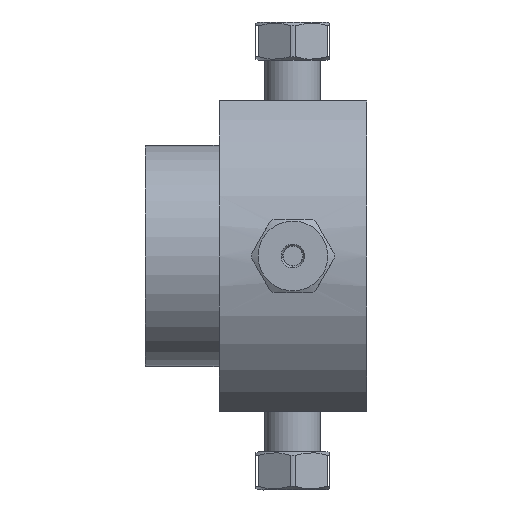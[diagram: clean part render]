
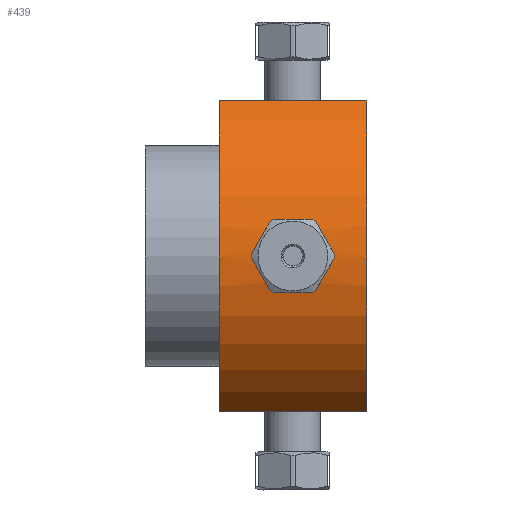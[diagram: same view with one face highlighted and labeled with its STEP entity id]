
A CAD part, front view. The second image highlights one B-rep face of the part: STEP entity #439.
In plain terms, the highlighted cylindrical face has radius 15.875 mm (diameter 31.75 mm), a partial arc.
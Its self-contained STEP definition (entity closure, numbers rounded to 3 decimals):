
#210=CARTESIAN_POINT('',(6.35,-8.614,-13.335));
#211=VERTEX_POINT('',#210);
#219=CARTESIAN_POINT('',(19.05,-8.614,-13.335));
#220=VERTEX_POINT('',#219);
#227=CARTESIAN_POINT('',(6.35,-8.614,-13.335));
#228=DIRECTION('',(1.0,0.0,0.0));
#229=VECTOR('',#228,12.7);
#230=LINE('',#227,#229);
#231=EDGE_CURVE('',#211,#220,#230,.T.);
#252=CARTESIAN_POINT('',(6.35,-8.614,13.335));
#253=VERTEX_POINT('',#252);
#262=CARTESIAN_POINT('',(19.05,-8.614,13.335));
#263=VERTEX_POINT('',#262);
#264=CARTESIAN_POINT('',(19.05,-8.614,13.335));
#265=DIRECTION('',(-1.0,0.0,0.0));
#266=VECTOR('',#265,12.7);
#267=LINE('',#264,#266);
#268=EDGE_CURVE('',#263,#253,#267,.T.);
#319=CARTESIAN_POINT('',(19.05,0.,0.0));
#320=DIRECTION('',(1.0,0.0,0.0));
#321=DIRECTION('',(0.0,1.0,0.0));
#322=AXIS2_PLACEMENT_3D('',#319,#320,#321);
#323=CIRCLE('',#322,15.875);
#324=EDGE_CURVE('',#263,#220,#323,.T.);
#352=CARTESIAN_POINT('',(6.35,0.,0.0));
#353=DIRECTION('',(1.0,0.0,0.0));
#354=DIRECTION('',(0.0,1.0,0.0));
#355=AXIS2_PLACEMENT_3D('',#352,#353,#354);
#356=CIRCLE('',#355,15.875);
#357=EDGE_CURVE('',#253,#211,#356,.T.);
#379=CARTESIAN_POINT('',(12.7,0.,0.0));
#380=DIRECTION('',(1.0,0.,0.0));
#381=DIRECTION('',(0.0,1.0,0.0));
#382=AXIS2_PLACEMENT_3D('',#379,#380,#381);
#383=CYLINDRICAL_SURFACE('',#382,15.875);
#384=ORIENTED_EDGE('',*,*,#268,.T.);
#385=ORIENTED_EDGE('',*,*,#357,.T.);
#386=ORIENTED_EDGE('',*,*,#231,.T.);
#387=ORIENTED_EDGE('',*,*,#324,.F.);
#388=EDGE_LOOP('',(#384,#385,#386,#387));
#389=FACE_OUTER_BOUND('',#388,.T.);
#390=CARTESIAN_POINT('',(10.25,-15.875,0.0));
#391=VERTEX_POINT('',#390);
#392=CARTESIAN_POINT('',(15.15,-15.875,0.0));
#393=VERTEX_POINT('',#392);
#394=CARTESIAN_POINT('',(10.25,-15.875,0.));
#395=CARTESIAN_POINT('',(10.25,-15.875,0.3));
#396=CARTESIAN_POINT('',(10.318,-15.866,0.617));
#397=CARTESIAN_POINT('',(10.584,-15.833,1.192));
#398=CARTESIAN_POINT('',(10.782,-15.81,1.449));
#399=CARTESIAN_POINT('',(11.225,-15.769,1.845));
#400=CARTESIAN_POINT('',(11.498,-15.747,2.012));
#401=CARTESIAN_POINT('',(12.088,-15.718,2.232));
#402=CARTESIAN_POINT('',(12.405,-15.71,2.285));
#403=CARTESIAN_POINT('',(12.7,-15.71,2.285));
#404=CARTESIAN_POINT('',(12.995,-15.71,2.285));
#405=CARTESIAN_POINT('',(13.312,-15.718,2.232));
#406=CARTESIAN_POINT('',(13.902,-15.747,2.012));
#407=CARTESIAN_POINT('',(14.175,-15.769,1.845));
#408=CARTESIAN_POINT('',(14.618,-15.81,1.449));
#409=CARTESIAN_POINT('',(14.816,-15.833,1.192));
#410=CARTESIAN_POINT('',(15.082,-15.866,0.617));
#411=CARTESIAN_POINT('',(15.15,-15.875,0.3));
#412=CARTESIAN_POINT('',(15.15,-15.875,0.));
#413=B_SPLINE_CURVE_WITH_KNOTS('',3,(#394,#395,#396,#397,#398,#399,#400,#401,#402,#403,#404,#405,#406,#407,#408,#409,#410,#411,#412),.UNSPECIFIED.,.F.,.U.,(4,2,2,2,3,2,2,2,4),(1.072,1.162,1.252,1.341,1.429,1.518,1.606,1.696,1.786),.UNSPECIFIED.);
#414=EDGE_CURVE('',#391,#393,#413,.T.);
#415=ORIENTED_EDGE('',*,*,#414,.T.);
#416=CARTESIAN_POINT('',(15.15,-15.875,0.));
#417=CARTESIAN_POINT('',(15.15,-15.875,-0.3));
#418=CARTESIAN_POINT('',(15.082,-15.866,-0.617));
#419=CARTESIAN_POINT('',(14.816,-15.833,-1.192));
#420=CARTESIAN_POINT('',(14.618,-15.81,-1.449));
#421=CARTESIAN_POINT('',(14.175,-15.769,-1.845));
#422=CARTESIAN_POINT('',(13.902,-15.747,-2.012));
#423=CARTESIAN_POINT('',(13.312,-15.718,-2.232));
#424=CARTESIAN_POINT('',(12.995,-15.71,-2.285));
#425=CARTESIAN_POINT('',(12.405,-15.71,-2.285));
#426=CARTESIAN_POINT('',(12.088,-15.718,-2.232));
#427=CARTESIAN_POINT('',(11.498,-15.747,-2.012));
#428=CARTESIAN_POINT('',(11.225,-15.769,-1.845));
#429=CARTESIAN_POINT('',(10.782,-15.81,-1.449));
#430=CARTESIAN_POINT('',(10.584,-15.833,-1.192));
#431=CARTESIAN_POINT('',(10.318,-15.866,-0.617));
#432=CARTESIAN_POINT('',(10.25,-15.875,-0.3));
#433=CARTESIAN_POINT('',(10.25,-15.875,0.));
#434=B_SPLINE_CURVE_WITH_KNOTS('',3,(#416,#417,#418,#419,#420,#421,#422,#423,#424,#425,#426,#427,#428,#429,#430,#431,#432,#433),.UNSPECIFIED.,.F.,.U.,(4,2,2,2,2,2,2,2,4),(0.357,0.447,0.537,0.626,0.715,0.803,0.892,0.982,1.072),.UNSPECIFIED.);
#435=EDGE_CURVE('',#393,#391,#434,.T.);
#436=ORIENTED_EDGE('',*,*,#435,.T.);
#437=EDGE_LOOP('',(#415,#436));
#438=FACE_BOUND('',#437,.T.);
#439=ADVANCED_FACE('',(#389,#438),#383,.T.);
